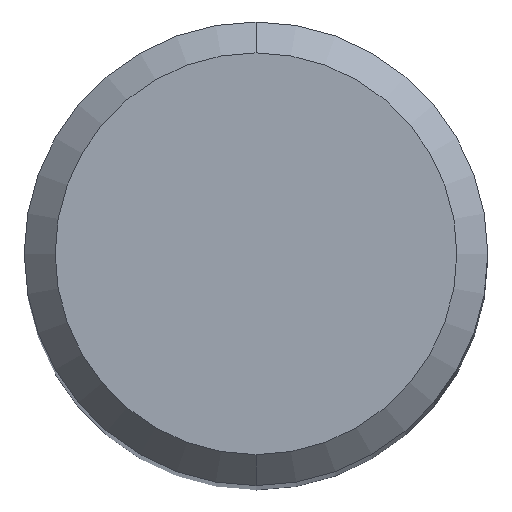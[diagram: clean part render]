
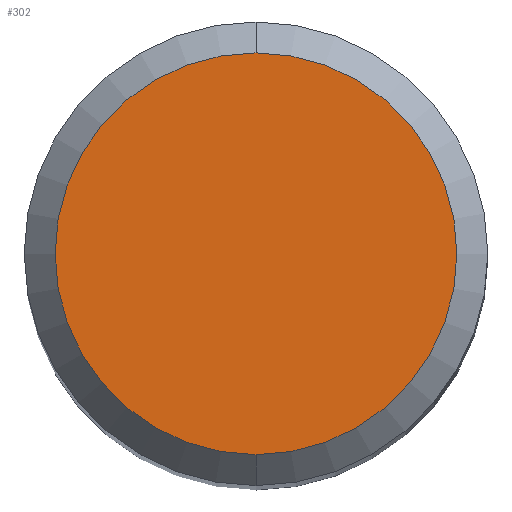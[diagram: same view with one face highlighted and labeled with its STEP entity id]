
A CAD part, top view. The second image highlights one B-rep face of the part: STEP entity #302.
In plain terms, the highlighted planar face has unit normal (0, 0, 1).
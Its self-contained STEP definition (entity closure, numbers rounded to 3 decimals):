
#182=EDGE_CURVE('',#230,#432,#476,.T.);
#206=EDGE_CURVE('',#432,#230,#501,.T.);
#230=VERTEX_POINT('',#528);
#302=ADVANCED_FACE('',(#609),#610,.T.);
#432=VERTEX_POINT('',#754);
#476=CIRCLE('',#800,2.6);
#501=CIRCLE('',#840,2.6);
#528=CARTESIAN_POINT('',(0.,-2.6,0.0));
#609=FACE_OUTER_BOUND('',#1056,.T.);
#610=PLANE('',#1057);
#754=CARTESIAN_POINT('',(0.0,2.6,0.0));
#800=AXIS2_PLACEMENT_3D('',#1397,#1398,#1399);
#840=AXIS2_PLACEMENT_3D('',#1417,#1418,#1419);
#1056=EDGE_LOOP('',(#1564,#1565));
#1057=AXIS2_PLACEMENT_3D('',#1566,#1567,#1568);
#1397=CARTESIAN_POINT('',(0.0,0.0,0.0));
#1398=DIRECTION('',(0.0,0.0,-1.0));
#1399=DIRECTION('',(0.0,1.0,0.0));
#1417=CARTESIAN_POINT('',(0.0,0.0,0.0));
#1418=DIRECTION('',(0.0,0.0,-1.0));
#1419=DIRECTION('',(0.0,1.0,0.0));
#1564=ORIENTED_EDGE('',*,*,#206,.F.);
#1565=ORIENTED_EDGE('',*,*,#182,.F.);
#1566=CARTESIAN_POINT('',(0.0,1.3,0.0));
#1567=DIRECTION('',(-0.0,0.0,1.0));
#1568=DIRECTION('',(0.0,-1.0,0.0));
